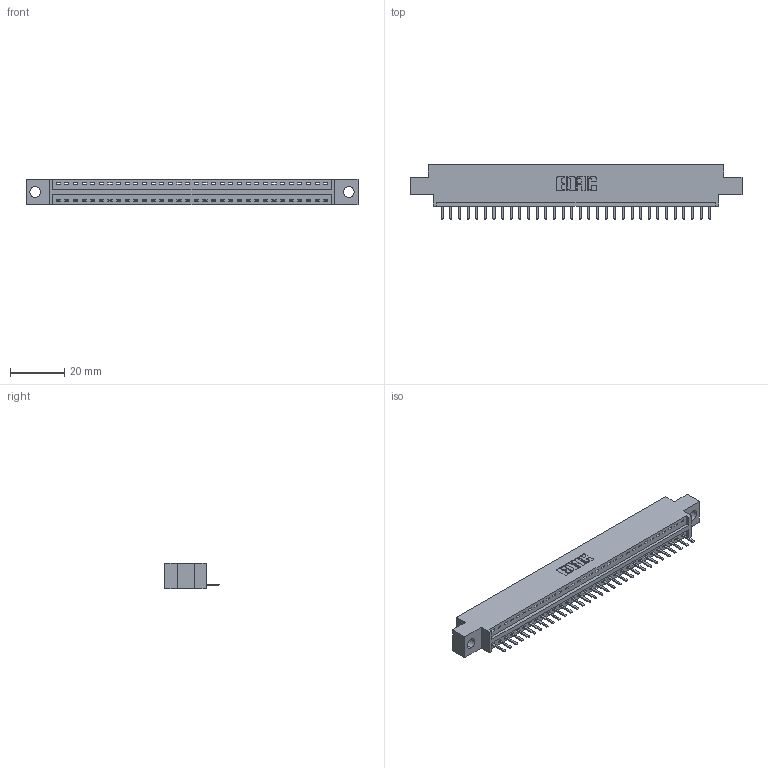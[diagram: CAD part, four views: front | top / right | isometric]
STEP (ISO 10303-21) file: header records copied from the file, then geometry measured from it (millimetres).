
FILE_DESCRIPTION (( 'STEP AP203' ), '1' );
FILE_NAME ('346-032-520-604.STEP', '2022-05-06T17:54:05', ( '' ), ( '' ), 'SwSTEP 2.0', 'SolidWorks 2020', '' );
FILE_SCHEMA (( 'CONFIG_CONTROL_DESIGN' ));
Length unit declared in the file: inch
Products named in the file (3): 345-292-001_345-293-120; 346 Part_0.170 Offset - 0.156 Dia-TH; 346-032-520-604
Assembly tree (33 placements, depth 2):
  346-032-520-604
    346 Part_0.170 Offset - 0.156 Dia-TH
    345-292-001_345-293-120  x32
Bounding box: 122.17 x 20.02 x 9.4 mm (x, y, z)
Volume: 11273.2 mm3; surface area: 13672.5 mm2
Topology: 33 solids, 33 shells, 2124 faces, 6265 edges, 4090 vertices
Faces by surface type: plane 1438, cylinder 686
Entity records: 21871 total; most frequent: CARTESIAN_POINT 3774, ORIENTED_EDGE 3726, DIRECTION 3327, EDGE_CURVE 1863, LINE 1599, VECTOR 1599, VERTEX_POINT 1238, AXIS2_PLACEMENT_3D 864
